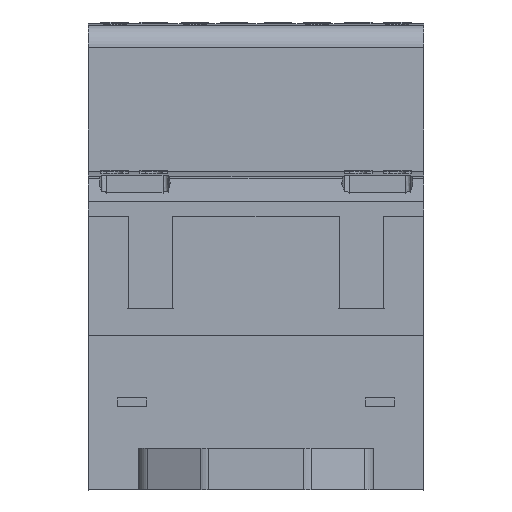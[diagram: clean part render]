
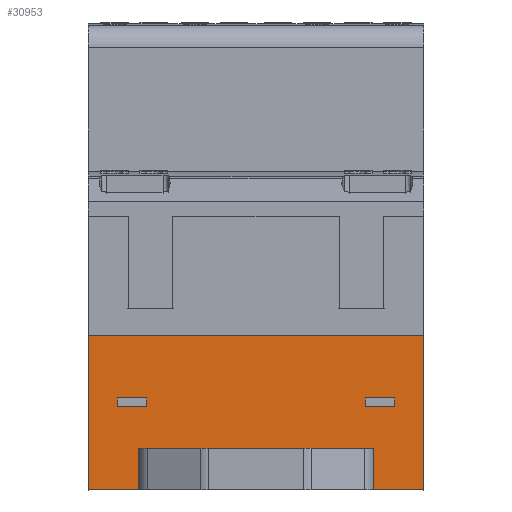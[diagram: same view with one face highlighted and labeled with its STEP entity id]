
A CAD part, front view. The second image highlights one B-rep face of the part: STEP entity #30953.
In plain terms, the highlighted planar face has unit normal (0, -1, 0).
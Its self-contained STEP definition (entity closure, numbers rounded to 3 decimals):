
#182 = VECTOR ( 'NONE', #10538, 1000. ) ;
#683 = LINE ( 'NONE', #21511, #11301 ) ;
#1482 = CARTESIAN_POINT ( 'NONE',  ( 9.95, -42.5, 8.4 ) ) ;
#2739 = EDGE_CURVE ( 'NONE', #6694, #8405, #39965, .T. ) ;
#2907 = CARTESIAN_POINT ( 'NONE',  ( -9.95, -42.5, 8. ) ) ;
#3202 = DIRECTION ( 'NONE',  ( -1., 0., 0. ) ) ;
#3385 = CARTESIAN_POINT ( 'NONE',  ( 9.95, -42.5, 8. ) ) ;
#4242 = LINE ( 'NONE', #14341, #14868 ) ;
#4371 = EDGE_CURVE ( 'NONE', #6694, #48543, #683, .T. ) ;
#4688 = CARTESIAN_POINT ( 'NONE',  ( 15.3, -42.5, 21.378 ) ) ;
#4912 = EDGE_CURVE ( 'NONE', #28697, #15211, #19828, .T. ) ;
#5504 = CARTESIAN_POINT ( 'NONE',  ( 10.7, -42.5, 0. ) ) ;
#6140 = EDGE_CURVE ( 'NONE', #39066, #30927, #26384, .T. ) ;
#6192 = EDGE_CURVE ( 'NONE', #49513, #18592, #24956, .T. ) ;
#6453 = CARTESIAN_POINT ( 'NONE',  ( 10.7, -42.5, 3.8 ) ) ;
#6694 = VERTEX_POINT ( 'NONE', #12034 ) ;
#7987 = ORIENTED_EDGE ( 'NONE', *, *, #41931, .F. ) ;
#8405 = VERTEX_POINT ( 'NONE', #55455 ) ;
#9350 = LINE ( 'NONE', #39513, #32048 ) ;
#9628 = CARTESIAN_POINT ( 'NONE',  ( 0., -42.5, 0. ) ) ;
#10237 = FACE_OUTER_BOUND ( 'NONE', #37722, .T. ) ;
#10538 = DIRECTION ( 'NONE',  ( -1., 0., 0. ) ) ;
#11164 = CARTESIAN_POINT ( 'NONE',  ( -10.7, -42.5, 0. ) ) ;
#11301 = VECTOR ( 'NONE', #57908, 1000. ) ;
#11524 = VECTOR ( 'NONE', #16825, 1000. ) ;
#12034 = CARTESIAN_POINT ( 'NONE',  ( -12.65, -42.5, 7.6 ) ) ;
#12297 = LINE ( 'NONE', #33647, #47113 ) ;
#12546 = AXIS2_PLACEMENT_3D ( 'NONE', #26498, #44846, #17580 ) ;
#12943 = VECTOR ( 'NONE', #40669, 1000. ) ;
#13340 = ORIENTED_EDGE ( 'NONE', *, *, #43319, .T. ) ;
#14198 = DIRECTION ( 'NONE',  ( -1., 0., 0. ) ) ;
#14341 = CARTESIAN_POINT ( 'NONE',  ( 0., -42.5, 14.05 ) ) ;
#14348 = EDGE_CURVE ( 'NONE', #44773, #30927, #44278, .T. ) ;
#14868 = VECTOR ( 'NONE', #37156, 1000. ) ;
#14913 = ORIENTED_EDGE ( 'NONE', *, *, #55286, .F. ) ;
#15211 = VERTEX_POINT ( 'NONE', #6453 ) ;
#16174 = VECTOR ( 'NONE', #57565, 1000. ) ;
#16710 = LINE ( 'NONE', #9628, #39475 ) ;
#16799 = CARTESIAN_POINT ( 'NONE',  ( 0., -42.5, 8.4 ) ) ;
#16825 = DIRECTION ( 'NONE',  ( 0., 0., 1. ) ) ;
#16890 = ORIENTED_EDGE ( 'NONE', *, *, #4912, .F. ) ;
#17388 = CARTESIAN_POINT ( 'NONE',  ( 12.65, -42.5, 7.6 ) ) ;
#17513 = VECTOR ( 'NONE', #36409, 1000. ) ;
#17580 = DIRECTION ( 'NONE',  ( 0., 0., 1. ) ) ;
#17639 = CARTESIAN_POINT ( 'NONE',  ( 10.7, -42.5, 7.025 ) ) ;
#17650 = CARTESIAN_POINT ( 'NONE',  ( 12.65, -42.5, 8.4 ) ) ;
#18290 = LINE ( 'NONE', #2907, #41074 ) ;
#18385 = VERTEX_POINT ( 'NONE', #47491 ) ;
#18592 = VERTEX_POINT ( 'NONE', #22195 ) ;
#19828 = LINE ( 'NONE', #17639, #42587 ) ;
#20779 = EDGE_CURVE ( 'NONE', #39066, #58946, #12297, .T. ) ;
#20806 = ORIENTED_EDGE ( 'NONE', *, *, #2739, .T. ) ;
#21511 = CARTESIAN_POINT ( 'NONE',  ( 0., -42.5, 7.6 ) ) ;
#21572 = CARTESIAN_POINT ( 'NONE',  ( 9.95, -42.5, 7.6 ) ) ;
#21882 = EDGE_CURVE ( 'NONE', #18385, #28697, #34929, .T. ) ;
#22022 = DIRECTION ( 'NONE',  ( 0., 0., -1. ) ) ;
#22195 = CARTESIAN_POINT ( 'NONE',  ( -15.3, -42.5, 14.05 ) ) ;
#23620 = EDGE_CURVE ( 'NONE', #44138, #33084, #45410, .T. ) ;
#23694 = CARTESIAN_POINT ( 'NONE',  ( -9.95, -42.5, 8.4 ) ) ;
#24760 = VERTEX_POINT ( 'NONE', #49352 ) ;
#24956 = LINE ( 'NONE', #58748, #12943 ) ;
#26132 = EDGE_CURVE ( 'NONE', #18592, #24760, #4242, .T. ) ;
#26384 = LINE ( 'NONE', #26893, #49214 ) ;
#26498 = CARTESIAN_POINT ( 'NONE',  ( -15.3, -42.5, 0. ) ) ;
#26893 = CARTESIAN_POINT ( 'NONE',  ( 12.65, -42.5, 8. ) ) ;
#26983 = EDGE_CURVE ( 'NONE', #28747, #8405, #40363, .T. ) ;
#28697 = VERTEX_POINT ( 'NONE', #5504 ) ;
#28747 = VERTEX_POINT ( 'NONE', #23694 ) ;
#30687 = DIRECTION ( 'NONE',  ( 0., 0., -1. ) ) ;
#30927 = VERTEX_POINT ( 'NONE', #17388 ) ;
#30953 = ADVANCED_FACE ( 'NONE', ( #32914, #34364, #10237 ), #40266, .F. ) ;
#31302 = DIRECTION ( 'NONE',  ( 0., 0., 1. ) ) ;
#31461 = DIRECTION ( 'NONE',  ( 0., 0., -1. ) ) ;
#32048 = VECTOR ( 'NONE', #3202, 1000. ) ;
#32914 = FACE_BOUND ( 'NONE', #44723, .T. ) ;
#33084 = VERTEX_POINT ( 'NONE', #11164 ) ;
#33125 = CARTESIAN_POINT ( 'NONE',  ( 0., -42.5, 0. ) ) ;
#33148 = ORIENTED_EDGE ( 'NONE', *, *, #56682, .F. ) ;
#33246 = VECTOR ( 'NONE', #22022, 1000. ) ;
#33647 = CARTESIAN_POINT ( 'NONE',  ( 0., -42.5, 8.4 ) ) ;
#33806 = ORIENTED_EDGE ( 'NONE', *, *, #6140, .T. ) ;
#33820 = ORIENTED_EDGE ( 'NONE', *, *, #4371, .F. ) ;
#34176 = ORIENTED_EDGE ( 'NONE', *, *, #20779, .F. ) ;
#34364 = FACE_BOUND ( 'NONE', #48489, .T. ) ;
#34896 = CARTESIAN_POINT ( 'NONE',  ( -12.65, -42.5, 8. ) ) ;
#34929 = LINE ( 'NONE', #33125, #182 ) ;
#35077 = ORIENTED_EDGE ( 'NONE', *, *, #23620, .F. ) ;
#36409 = DIRECTION ( 'NONE',  ( 0., 0., 1. ) ) ;
#36485 = CARTESIAN_POINT ( 'NONE',  ( 0., -42.5, 7.6 ) ) ;
#36639 = ORIENTED_EDGE ( 'NONE', *, *, #26132, .F. ) ;
#37156 = DIRECTION ( 'NONE',  ( 1., 0., 0. ) ) ;
#37317 = EDGE_CURVE ( 'NONE', #15211, #44138, #9350, .T. ) ;
#37722 = EDGE_LOOP ( 'NONE', ( #35077, #57919, #16890, #54245, #13340, #36639, #40786, #33148 ) ) ;
#38262 = DIRECTION ( 'NONE',  ( -1., 0., 0. ) ) ;
#39066 = VERTEX_POINT ( 'NONE', #17650 ) ;
#39211 = DIRECTION ( 'NONE',  ( 0., 0., 1. ) ) ;
#39475 = VECTOR ( 'NONE', #14198, 1000. ) ;
#39513 = CARTESIAN_POINT ( 'NONE',  ( 0., -42.5, 3.8 ) ) ;
#39965 = LINE ( 'NONE', #34896, #11524 ) ;
#40146 = CARTESIAN_POINT ( 'NONE',  ( -10.7, -42.5, 7.025 ) ) ;
#40178 = LINE ( 'NONE', #3385, #48005 ) ;
#40266 = PLANE ( 'NONE',  #12546 ) ;
#40363 = LINE ( 'NONE', #16799, #16174 ) ;
#40669 = DIRECTION ( 'NONE',  ( 0., 0., 1. ) ) ;
#40786 = ORIENTED_EDGE ( 'NONE', *, *, #6192, .F. ) ;
#41074 = VECTOR ( 'NONE', #39211, 1000. ) ;
#41103 = DIRECTION ( 'NONE',  ( 1., 0., 0. ) ) ;
#41931 = EDGE_CURVE ( 'NONE', #58946, #44773, #40178, .T. ) ;
#41979 = ORIENTED_EDGE ( 'NONE', *, *, #14348, .F. ) ;
#42587 = VECTOR ( 'NONE', #31302, 1000. ) ;
#43319 = EDGE_CURVE ( 'NONE', #18385, #24760, #52402, .T. ) ;
#44138 = VERTEX_POINT ( 'NONE', #52670 ) ;
#44278 = LINE ( 'NONE', #36485, #54932 ) ;
#44723 = EDGE_LOOP ( 'NONE', ( #33820, #20806, #55914, #14913 ) ) ;
#44773 = VERTEX_POINT ( 'NONE', #21572 ) ;
#44846 = DIRECTION ( 'NONE',  ( 0., 1., 0. ) ) ;
#45410 = LINE ( 'NONE', #40146, #33246 ) ;
#46734 = CARTESIAN_POINT ( 'NONE',  ( -15.3, -42.5, 0. ) ) ;
#47113 = VECTOR ( 'NONE', #38262, 1000. ) ;
#47491 = CARTESIAN_POINT ( 'NONE',  ( 15.3, -42.5, 0. ) ) ;
#48005 = VECTOR ( 'NONE', #30687, 1000. ) ;
#48489 = EDGE_LOOP ( 'NONE', ( #7987, #34176, #33806, #41979 ) ) ;
#48543 = VERTEX_POINT ( 'NONE', #51854 ) ;
#49214 = VECTOR ( 'NONE', #31461, 1000. ) ;
#49352 = CARTESIAN_POINT ( 'NONE',  ( 15.3, -42.5, 14.05 ) ) ;
#49513 = VERTEX_POINT ( 'NONE', #46734 ) ;
#51854 = CARTESIAN_POINT ( 'NONE',  ( -9.95, -42.5, 7.6 ) ) ;
#52402 = LINE ( 'NONE', #4688, #17513 ) ;
#52670 = CARTESIAN_POINT ( 'NONE',  ( -10.7, -42.5, 3.8 ) ) ;
#54245 = ORIENTED_EDGE ( 'NONE', *, *, #21882, .F. ) ;
#54932 = VECTOR ( 'NONE', #41103, 1000. ) ;
#55286 = EDGE_CURVE ( 'NONE', #48543, #28747, #18290, .T. ) ;
#55455 = CARTESIAN_POINT ( 'NONE',  ( -12.65, -42.5, 8.4 ) ) ;
#55914 = ORIENTED_EDGE ( 'NONE', *, *, #26983, .F. ) ;
#56682 = EDGE_CURVE ( 'NONE', #33084, #49513, #16710, .T. ) ;
#57565 = DIRECTION ( 'NONE',  ( -1., 0., 0. ) ) ;
#57908 = DIRECTION ( 'NONE',  ( 1., 0., 0. ) ) ;
#57919 = ORIENTED_EDGE ( 'NONE', *, *, #37317, .F. ) ;
#58748 = CARTESIAN_POINT ( 'NONE',  ( -15.3, -42.5, 21.378 ) ) ;
#58946 = VERTEX_POINT ( 'NONE', #1482 ) ;
